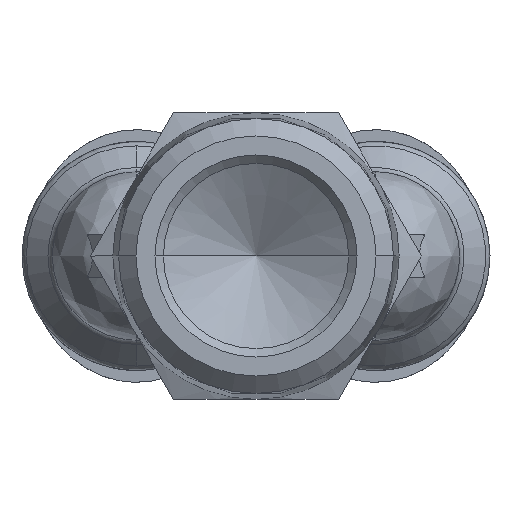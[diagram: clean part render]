
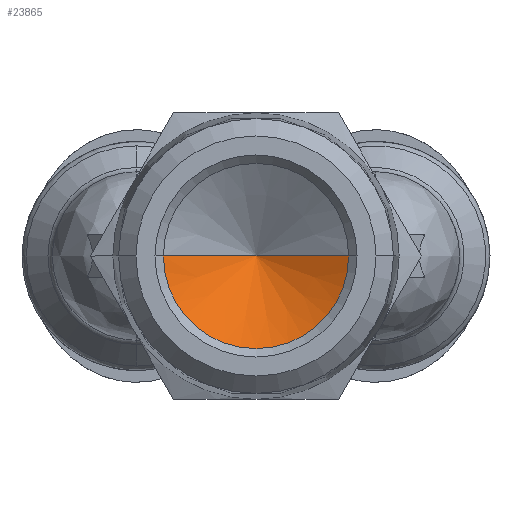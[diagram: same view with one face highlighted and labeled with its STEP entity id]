
A CAD part, front view. The second image highlights one B-rep face of the part: STEP entity #23865.
In plain terms, the highlighted conical face has half-angle 59 degrees and reference radius 5.5 mm.
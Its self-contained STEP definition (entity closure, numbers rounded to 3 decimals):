
#627 = DIRECTION ( 'NONE',  ( -0.515, 0., 0.857 ) ) ;
#1123 = DIRECTION ( 'NONE',  ( -1., 0., 0. ) ) ;
#2264 = EDGE_LOOP ( 'NONE', ( #6245, #26053, #21116 ) ) ;
#2770 = CARTESIAN_POINT ( 'NONE',  ( -23.668, 0., 7.1 ) ) ;
#6245 = ORIENTED_EDGE ( 'NONE', *, *, #28205, .F. ) ;
#6926 = DIRECTION ( 'NONE',  ( 0., 0., -1. ) ) ;
#7624 = CARTESIAN_POINT ( 'NONE',  ( -26.972, 0., 12.6 ) ) ;
#8710 = VERTEX_POINT ( 'NONE', #7624 ) ;
#8827 = FACE_OUTER_BOUND ( 'NONE', #2264, .T. ) ;
#9138 = EDGE_CURVE ( 'NONE', #25831, #22532, #21891, .T. ) ;
#11668 = VECTOR ( 'NONE', #26863, 1000. ) ;
#12157 = CARTESIAN_POINT ( 'NONE',  ( -26.972, 0., 12.6 ) ) ;
#13425 = CARTESIAN_POINT ( 'NONE',  ( -26.972, 0., 7.1 ) ) ;
#14384 = LINE ( 'NONE', #12157, #28774 ) ;
#14902 = EDGE_CURVE ( 'NONE', #22532, #8710, #27701, .T. ) ;
#17913 = AXIS2_PLACEMENT_3D ( 'NONE', #31065, #28724, #6926 ) ;
#21116 = ORIENTED_EDGE ( 'NONE', *, *, #14902, .T. ) ;
#21891 = LINE ( 'NONE', #28873, #11668 ) ;
#22532 = VERTEX_POINT ( 'NONE', #29203 ) ;
#22645 = DIRECTION ( 'NONE',  ( 0., 0., 1. ) ) ;
#23865 = ADVANCED_FACE ( 'NONE', ( #8827 ), #24647, .F. ) ;
#24647 = CONICAL_SURFACE ( 'NONE', #29594, 5.5, 1.03 ) ;
#25831 = VERTEX_POINT ( 'NONE', #2770 ) ;
#26053 = ORIENTED_EDGE ( 'NONE', *, *, #9138, .T. ) ;
#26863 = DIRECTION ( 'NONE',  ( -0.515, 0., -0.857 ) ) ;
#27701 = CIRCLE ( 'NONE', #17913, 5.5 ) ;
#28205 = EDGE_CURVE ( 'NONE', #25831, #8710, #14384, .T. ) ;
#28724 = DIRECTION ( 'NONE',  ( -1., 0., 0. ) ) ;
#28774 = VECTOR ( 'NONE', #627, 1000. ) ;
#28873 = CARTESIAN_POINT ( 'NONE',  ( -26.972, 0., 1.6 ) ) ;
#29203 = CARTESIAN_POINT ( 'NONE',  ( -26.972, 0., 1.6 ) ) ;
#29594 = AXIS2_PLACEMENT_3D ( 'NONE', #13425, #1123, #22645 ) ;
#31065 = CARTESIAN_POINT ( 'NONE',  ( -26.972, 0., 7.1 ) ) ;
